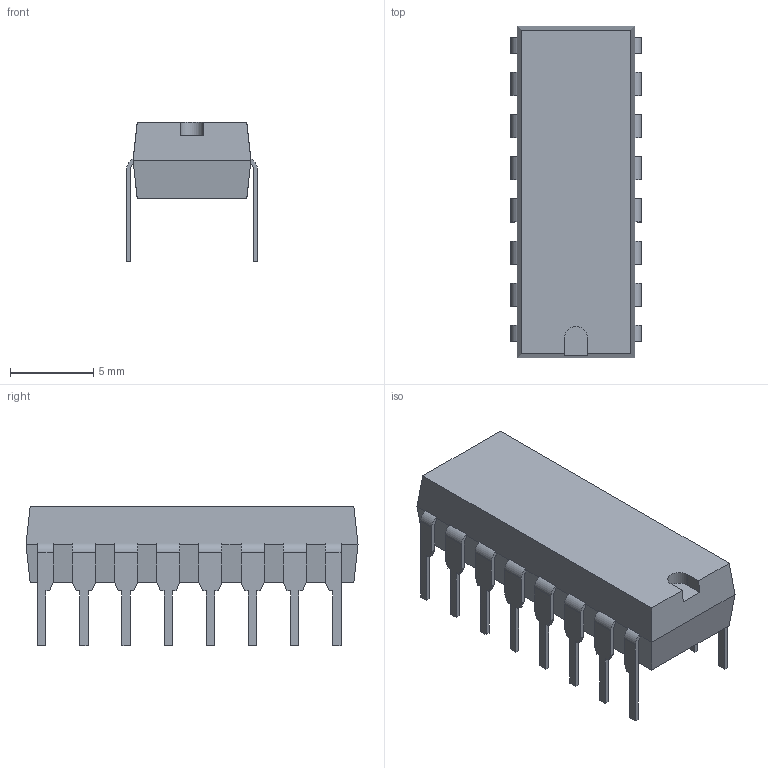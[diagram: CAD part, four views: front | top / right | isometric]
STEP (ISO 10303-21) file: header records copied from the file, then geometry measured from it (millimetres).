
FILE_DESCRIPTION (( 'STEP AP214' ), '1' );
FILE_NAME ('D05EC790-6311-40D3-8ABB-5F184CC2E64C.STEP', '2008-06-26T03:09:59', ( 'sysAdmin' ), ( 'SolidWorks' ), 'SwSTEP 2.0', 'SolidWorks 2008', '' );
FILE_SCHEMA (( 'AUTOMOTIVE_DESIGN' ));
Length unit declared in the file: millimetre
Products named in the file (1): D05EC790-6311-40D3-8ABB-5F184CC2E64C
Bounding box: 7.87 x 20 x 8.4 mm (x, y, z)
Volume: 640.1 mm3; surface area: 719.2 mm2
Topology: 1 solids, 1 shells, 210 faces, 620 edges, 412 vertices
Faces by surface type: plane 177, cylinder 33
Entity records: 7084 total; most frequent: CARTESIAN_POINT 1243, ORIENTED_EDGE 1240, DIRECTION 1108, EDGE_CURVE 620, VECTOR 554, LINE 554, VERTEX_POINT 412, AXIS2_PLACEMENT_3D 277
